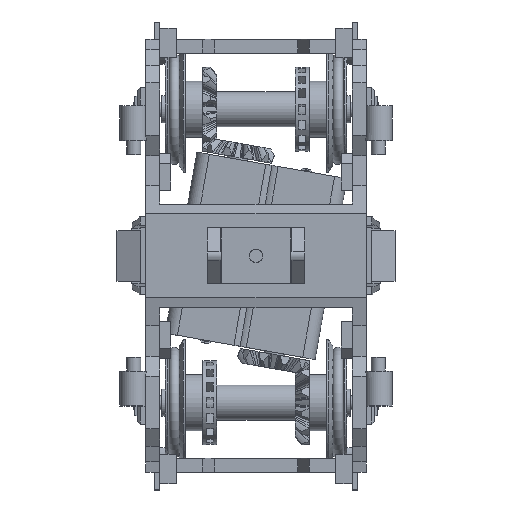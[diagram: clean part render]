
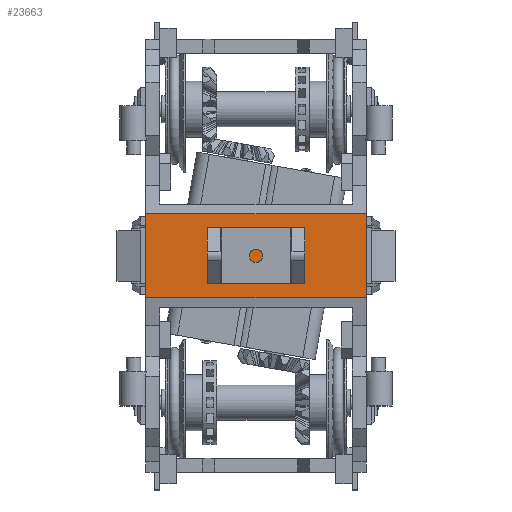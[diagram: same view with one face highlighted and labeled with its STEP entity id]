
A CAD part, top view. The second image highlights one B-rep face of the part: STEP entity #23663.
In plain terms, the highlighted planar face has unit normal (0, 0, 1).
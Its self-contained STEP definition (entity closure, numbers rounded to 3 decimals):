
#1584=FACE_BOUND('',#4694,.T.);
#1585=FACE_BOUND('',#4695,.T.);
#2287=PLANE('',#25873);
#3285=FACE_OUTER_BOUND('',#4693,.T.);
#4693=EDGE_LOOP('',(#20349,#20350,#20351,#20352));
#4694=EDGE_LOOP('',(#20353,#20354,#20355,#20356));
#4695=EDGE_LOOP('',(#20357,#20358,#20359,#20360));
#5904=LINE('',#37067,#8080);
#5907=LINE('',#37073,#8083);
#5910=LINE('',#37078,#8086);
#5913=LINE('',#37083,#8089);
#5915=LINE('',#37087,#8091);
#5916=LINE('',#37090,#8092);
#5918=LINE('',#37093,#8094);
#5919=LINE('',#37095,#8095);
#6427=LINE('',#38168,#8603);
#6448=LINE('',#38222,#8624);
#6744=LINE('',#38842,#8920);
#6991=LINE('',#39351,#9167);
#8080=VECTOR('',#28785,10.);
#8083=VECTOR('',#28790,10.);
#8086=VECTOR('',#28795,10.);
#8089=VECTOR('',#28800,10.);
#8091=VECTOR('',#28804,10.);
#8092=VECTOR('',#28807,10.);
#8094=VECTOR('',#28811,10.);
#8095=VECTOR('',#28814,10.);
#8603=VECTOR('',#29744,10.);
#8624=VECTOR('',#29801,10.);
#8920=VECTOR('',#30337,10.);
#9167=VECTOR('',#30808,10.);
#11174=VERTEX_POINT('',#37065);
#11175=VERTEX_POINT('',#37066);
#11176=VERTEX_POINT('',#37071);
#11177=VERTEX_POINT('',#37072);
#11178=VERTEX_POINT('',#37077);
#11179=VERTEX_POINT('',#37081);
#11180=VERTEX_POINT('',#37085);
#11181=VERTEX_POINT('',#37089);
#11534=VERTEX_POINT('',#38165);
#11535=VERTEX_POINT('',#38167);
#11550=VERTEX_POINT('',#38220);
#11754=VERTEX_POINT('',#38841);
#13750=EDGE_CURVE('',#11174,#11175,#5904,.T.);
#13753=EDGE_CURVE('',#11176,#11177,#5907,.T.);
#13756=EDGE_CURVE('',#11178,#11175,#5910,.T.);
#13759=EDGE_CURVE('',#11176,#11179,#5913,.T.);
#13761=EDGE_CURVE('',#11174,#11180,#5915,.T.);
#13762=EDGE_CURVE('',#11181,#11177,#5916,.T.);
#13764=EDGE_CURVE('',#11180,#11178,#5918,.T.);
#13765=EDGE_CURVE('',#11179,#11181,#5919,.T.);
#14303=EDGE_CURVE('',#11534,#11535,#6427,.T.);
#14329=EDGE_CURVE('',#11550,#11534,#6448,.T.);
#14640=EDGE_CURVE('',#11754,#11535,#6744,.T.);
#14897=EDGE_CURVE('',#11550,#11754,#6991,.T.);
#20349=ORIENTED_EDGE('',*,*,#14897,.T.);
#20350=ORIENTED_EDGE('',*,*,#14640,.T.);
#20351=ORIENTED_EDGE('',*,*,#14303,.F.);
#20352=ORIENTED_EDGE('',*,*,#14329,.F.);
#20353=ORIENTED_EDGE('',*,*,#13759,.T.);
#20354=ORIENTED_EDGE('',*,*,#13765,.T.);
#20355=ORIENTED_EDGE('',*,*,#13762,.T.);
#20356=ORIENTED_EDGE('',*,*,#13753,.F.);
#20357=ORIENTED_EDGE('',*,*,#13750,.F.);
#20358=ORIENTED_EDGE('',*,*,#13761,.T.);
#20359=ORIENTED_EDGE('',*,*,#13764,.T.);
#20360=ORIENTED_EDGE('',*,*,#13756,.T.);
#23663=ADVANCED_FACE('',(#3285,#1584,#1585),#2287,.T.);
#25873=AXIS2_PLACEMENT_3D('',#39353,#30810,#30811);
#28785=DIRECTION('',(0.,1.,0.));
#28790=DIRECTION('',(0.,-1.,0.));
#28795=DIRECTION('',(1.,0.,0.));
#28800=DIRECTION('',(1.,0.,0.));
#28804=DIRECTION('',(-1.,0.,0.));
#28807=DIRECTION('',(-1.,0.,0.));
#28811=DIRECTION('',(0.,1.,0.));
#28814=DIRECTION('',(0.,-1.,0.));
#29744=DIRECTION('',(1.,0.,0.));
#29801=DIRECTION('',(0.,1.,0.));
#30337=DIRECTION('',(0.,1.,0.));
#30808=DIRECTION('',(1.,0.,0.));
#30810=DIRECTION('center_axis',(0.,0.,1.));
#30811=DIRECTION('ref_axis',(0.,-1.,0.));
#37065=CARTESIAN_POINT('',(-5.1,-4.,8.7));
#37066=CARTESIAN_POINT('',(-5.1,4.,8.7));
#37067=CARTESIAN_POINT('',(-5.1,0.,8.7));
#37071=CARTESIAN_POINT('',(5.1,4.,8.7));
#37072=CARTESIAN_POINT('',(5.1,-4.,8.7));
#37073=CARTESIAN_POINT('',(5.1,0.,8.7));
#37077=CARTESIAN_POINT('',(-7.,4.,8.7));
#37078=CARTESIAN_POINT('',(6.9,4.,8.7));
#37081=CARTESIAN_POINT('',(7.,4.,8.7));
#37083=CARTESIAN_POINT('',(6.9,4.,8.7));
#37085=CARTESIAN_POINT('',(-7.,-4.,8.7));
#37087=CARTESIAN_POINT('',(6.9,-4.,8.7));
#37089=CARTESIAN_POINT('',(7.,-4.,8.7));
#37090=CARTESIAN_POINT('',(6.9,-4.,8.7));
#37093=CARTESIAN_POINT('',(-7.,0.,8.7));
#37095=CARTESIAN_POINT('',(7.,0.,8.7));
#38165=CARTESIAN_POINT('',(-15.8,6.,8.7));
#38167=CARTESIAN_POINT('',(15.8,6.,8.7));
#38168=CARTESIAN_POINT('',(13.8,6.,8.7));
#38220=CARTESIAN_POINT('',(-15.8,-6.,8.7));
#38222=CARTESIAN_POINT('',(-15.8,6.,8.7));
#38841=CARTESIAN_POINT('',(15.8,-6.,8.7));
#38842=CARTESIAN_POINT('',(15.8,6.,8.7));
#39351=CARTESIAN_POINT('',(13.8,-6.,8.7));
#39353=CARTESIAN_POINT('Origin',(13.8,0.,8.7));
